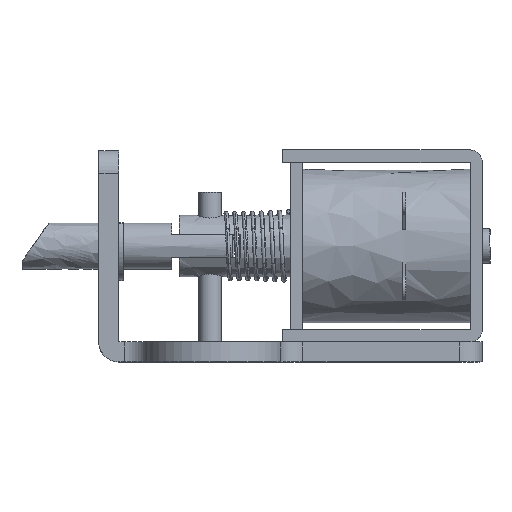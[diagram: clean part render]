
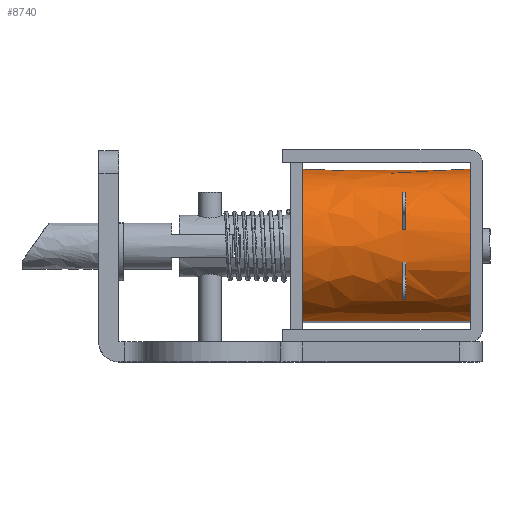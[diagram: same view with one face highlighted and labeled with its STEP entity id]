
A CAD part, top view. The second image highlights one B-rep face of the part: STEP entity #8740.
In plain terms, the highlighted free-form (B-spline) face has degree [2, 1] with [5, 2] control points.
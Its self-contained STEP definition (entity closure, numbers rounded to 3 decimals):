
#8487=CARTESIAN_POINT('',(33.4,5.33,-8.869));
#8488=VERTEX_POINT('',#8487);
#8504=CARTESIAN_POINT('',(11.6,5.33,-8.869));
#8505=VERTEX_POINT('',#8504);
#8506=CARTESIAN_POINT('',(11.6,5.33,-8.869));
#8507=CARTESIAN_POINT('',(33.4,5.33,-8.869));
#8508=QUASI_UNIFORM_CURVE('',1,(#8506,#8507),.UNSPECIFIED.,.F.,.U.);
#8509=EDGE_CURVE('',#8505,#8488,#8508,.T.);
#8528=CARTESIAN_POINT('',(11.6,24.976,-12.569));
#8529=VERTEX_POINT('',#8528);
#8543=CARTESIAN_POINT('',(33.4,24.976,-12.569));
#8544=VERTEX_POINT('',#8543);
#8545=CARTESIAN_POINT('',(11.6,24.976,-12.569));
#8546=CARTESIAN_POINT('',(33.4,24.976,-12.569));
#8547=QUASI_UNIFORM_CURVE('',1,(#8545,#8546),.UNSPECIFIED.,.F.,.U.);
#8548=EDGE_CURVE('',#8529,#8544,#8547,.T.);
#8566=CARTESIAN_POINT('',(11.055,24.976,-12.569));
#8567=CARTESIAN_POINT('',(11.055,26.545,-2.693));
#8568=CARTESIAN_POINT('',(11.055,16.669,-1.124));
#8569=CARTESIAN_POINT('',(11.055,7.343,0.358));
#8570=CARTESIAN_POINT('',(11.055,5.33,-8.869));
#8571=CARTESIAN_POINT('',(33.959,24.976,-12.569));
#8572=CARTESIAN_POINT('',(33.959,26.545,-2.693));
#8573=CARTESIAN_POINT('',(33.959,16.669,-1.124));
#8574=CARTESIAN_POINT('',(33.959,7.343,0.358));
#8575=CARTESIAN_POINT('',(33.959,5.33,-8.869));
#8583=(BOUNDED_SURFACE()B_SPLINE_SURFACE(2,1,((#8566,#8571),(#8567,#8572),(#8568,#8573),(#8569,#8574),(#8570,#8575)),.UNSPECIFIED.,.F.,.F.,.U.)B_SPLINE_SURFACE_WITH_KNOTS((3,2,3),(2,2),(0.0,16.569,32.474),(0.0,22.904),.UNSPECIFIED.)GEOMETRIC_REPRESENTATION_ITEM()RATIONAL_B_SPLINE_SURFACE(((1.0,1.0),(0.707,0.707),(1.0,1.0),(0.719,0.719),(0.978,0.978)))REPRESENTATION_ITEM('')SURFACE());
#8584=CARTESIAN_POINT('',(33.4,15.1,-1.));
#8585=VERTEX_POINT('',#8584);
#8586=CARTESIAN_POINT('',(33.4,5.33,-8.869));
#8587=CARTESIAN_POINT('',(33.4,7.046,-1.));
#8588=CARTESIAN_POINT('',(33.4,15.1,-1.));
#8596=(BOUNDED_CURVE()B_SPLINE_CURVE(2,(#8586,#8587,#8588),.UNSPECIFIED.,.F.,.U.)B_SPLINE_CURVE_WITH_KNOTS((3,3),(0.786,1.0),.UNSPECIFIED.)CURVE()GEOMETRIC_REPRESENTATION_ITEM()RATIONAL_B_SPLINE_CURVE((0.927,0.75,1.0))REPRESENTATION_ITEM(''));
#8597=EDGE_CURVE('',#8488,#8585,#8596,.T.);
#8598=ORIENTED_EDGE('',*,*,#8597,.T.);
#8599=CARTESIAN_POINT('',(33.4,15.1,-1.));
#8600=CARTESIAN_POINT('',(33.4,25.1,-1.));
#8601=CARTESIAN_POINT('',(33.4,25.1,-11.0));
#8602=CARTESIAN_POINT('',(33.4,25.1,-11.789));
#8603=CARTESIAN_POINT('',(33.4,24.976,-12.569));
#8611=(BOUNDED_CURVE()B_SPLINE_CURVE(2,(#8599,#8600,#8601,#8602,#8603),.UNSPECIFIED.,.F.,.U.)B_SPLINE_CURVE_WITH_KNOTS((3,2,3),(0.0,0.25,0.277),.UNSPECIFIED.)CURVE()GEOMETRIC_REPRESENTATION_ITEM()RATIONAL_B_SPLINE_CURVE((1.0,0.707,1.0,0.968,0.944))REPRESENTATION_ITEM(''));
#8612=EDGE_CURVE('',#8585,#8544,#8611,.T.);
#8613=ORIENTED_EDGE('',*,*,#8612,.T.);
#8614=ORIENTED_EDGE('',*,*,#8548,.F.);
#8615=CARTESIAN_POINT('',(11.6,15.1,-1.));
#8616=VERTEX_POINT('',#8615);
#8617=CARTESIAN_POINT('',(11.6,24.976,-12.569));
#8618=CARTESIAN_POINT('',(11.6,25.1,-11.789));
#8619=CARTESIAN_POINT('',(11.6,25.1,-11.0));
#8620=CARTESIAN_POINT('',(11.6,25.1,-1.));
#8621=CARTESIAN_POINT('',(11.6,15.1,-1.));
#8629=(BOUNDED_CURVE()B_SPLINE_CURVE(2,(#8617,#8618,#8619,#8620,#8621),.UNSPECIFIED.,.F.,.U.)B_SPLINE_CURVE_WITH_KNOTS((3,2,3),(0.223,0.25,0.5),.UNSPECIFIED.)CURVE()GEOMETRIC_REPRESENTATION_ITEM()RATIONAL_B_SPLINE_CURVE((0.944,0.968,1.0,0.707,1.0))REPRESENTATION_ITEM(''));
#8630=EDGE_CURVE('',#8529,#8616,#8629,.T.);
#8631=ORIENTED_EDGE('',*,*,#8630,.T.);
#8632=CARTESIAN_POINT('',(11.6,15.1,-1.));
#8633=CARTESIAN_POINT('',(11.6,7.046,-1.));
#8634=CARTESIAN_POINT('',(11.6,5.33,-8.869));
#8642=(BOUNDED_CURVE()B_SPLINE_CURVE(2,(#8632,#8633,#8634),.UNSPECIFIED.,.F.,.U.)B_SPLINE_CURVE_WITH_KNOTS((3,3),(0.5,0.714),.UNSPECIFIED.)CURVE()GEOMETRIC_REPRESENTATION_ITEM()RATIONAL_B_SPLINE_CURVE((1.0,0.75,0.927))REPRESENTATION_ITEM(''));
#8643=EDGE_CURVE('',#8616,#8505,#8642,.T.);
#8644=ORIENTED_EDGE('',*,*,#8643,.T.);
#8645=ORIENTED_EDGE('',*,*,#8509,.T.);
#8646=EDGE_LOOP('',(#8598,#8613,#8614,#8631,#8644,#8645));
#8647=FACE_OUTER_BOUND('',#8646,.T.);
#8648=CARTESIAN_POINT('',(24.6,10.18,-2.294));
#8649=VERTEX_POINT('',#8648);
#8650=CARTESIAN_POINT('',(25.0,10.18,-2.294));
#8651=VERTEX_POINT('',#8650);
#8652=CARTESIAN_POINT('',(24.6,10.18,-2.294));
#8653=CARTESIAN_POINT('',(25.0,10.18,-2.294));
#8654=QUASI_UNIFORM_CURVE('',1,(#8652,#8653),.UNSPECIFIED.,.F.,.U.);
#8655=EDGE_CURVE('',#8649,#8651,#8654,.T.);
#8656=ORIENTED_EDGE('',*,*,#8655,.F.);
#8657=CARTESIAN_POINT('',(24.6,12.988,-1.225));
#8658=VERTEX_POINT('',#8657);
#8659=CARTESIAN_POINT('',(24.6,12.988,-1.225));
#8660=CARTESIAN_POINT('',(24.6,11.503,-1.546));
#8661=CARTESIAN_POINT('',(24.6,10.18,-2.294));
#8669=(BOUNDED_CURVE()B_SPLINE_CURVE(2,(#8659,#8660,#8661),.UNSPECIFIED.,.F.,.U.)CURVE()GEOMETRIC_REPRESENTATION_ITEM()QUASI_UNIFORM_CURVE()RATIONAL_B_SPLINE_CURVE((1.0,0.989,1.0))REPRESENTATION_ITEM(''));
#8670=EDGE_CURVE('',#8658,#8649,#8669,.T.);
#8671=ORIENTED_EDGE('',*,*,#8670,.F.);
#8672=CARTESIAN_POINT('',(25.0,12.988,-1.225));
#8673=VERTEX_POINT('',#8672);
#8674=CARTESIAN_POINT('',(24.6,12.988,-1.225));
#8675=CARTESIAN_POINT('',(25.0,12.988,-1.225));
#8676=QUASI_UNIFORM_CURVE('',1,(#8674,#8675),.UNSPECIFIED.,.F.,.U.);
#8677=EDGE_CURVE('',#8658,#8673,#8676,.T.);
#8678=ORIENTED_EDGE('',*,*,#8677,.T.);
#8679=CARTESIAN_POINT('',(25.0,12.988,-1.225));
#8680=CARTESIAN_POINT('',(25.,11.503,-1.546));
#8681=CARTESIAN_POINT('',(25.0,10.18,-2.294));
#8689=(BOUNDED_CURVE()B_SPLINE_CURVE(2,(#8679,#8680,#8681),.UNSPECIFIED.,.F.,.U.)CURVE()GEOMETRIC_REPRESENTATION_ITEM()QUASI_UNIFORM_CURVE()RATIONAL_B_SPLINE_CURVE((1.0,0.989,1.0))REPRESENTATION_ITEM(''));
#8690=EDGE_CURVE('',#8673,#8651,#8689,.T.);
#8691=ORIENTED_EDGE('',*,*,#8690,.T.);
#8692=EDGE_LOOP('',(#8656,#8671,#8678,#8691));
#8693=FACE_BOUND('',#8692,.T.);
#8694=CARTESIAN_POINT('',(24.6,17.212,-1.225));
#8695=VERTEX_POINT('',#8694);
#8696=CARTESIAN_POINT('',(25.0,17.212,-1.225));
#8697=VERTEX_POINT('',#8696);
#8698=CARTESIAN_POINT('',(24.6,17.212,-1.225));
#8699=CARTESIAN_POINT('',(25.0,17.212,-1.225));
#8700=QUASI_UNIFORM_CURVE('',1,(#8698,#8699),.UNSPECIFIED.,.F.,.U.);
#8701=EDGE_CURVE('',#8695,#8697,#8700,.T.);
#8702=ORIENTED_EDGE('',*,*,#8701,.F.);
#8703=CARTESIAN_POINT('',(24.6,20.02,-2.294));
#8704=VERTEX_POINT('',#8703);
#8705=CARTESIAN_POINT('',(24.6,20.02,-2.294));
#8706=CARTESIAN_POINT('',(24.6,18.697,-1.546));
#8707=CARTESIAN_POINT('',(24.6,17.212,-1.225));
#8715=(BOUNDED_CURVE()B_SPLINE_CURVE(2,(#8705,#8706,#8707),.UNSPECIFIED.,.F.,.U.)CURVE()GEOMETRIC_REPRESENTATION_ITEM()QUASI_UNIFORM_CURVE()RATIONAL_B_SPLINE_CURVE((1.0,0.989,1.0))REPRESENTATION_ITEM(''));
#8716=EDGE_CURVE('',#8704,#8695,#8715,.T.);
#8717=ORIENTED_EDGE('',*,*,#8716,.F.);
#8718=CARTESIAN_POINT('',(25.0,20.02,-2.294));
#8719=VERTEX_POINT('',#8718);
#8720=CARTESIAN_POINT('',(24.6,20.02,-2.294));
#8721=CARTESIAN_POINT('',(25.0,20.02,-2.294));
#8722=QUASI_UNIFORM_CURVE('',1,(#8720,#8721),.UNSPECIFIED.,.F.,.U.);
#8723=EDGE_CURVE('',#8704,#8719,#8722,.T.);
#8724=ORIENTED_EDGE('',*,*,#8723,.T.);
#8725=CARTESIAN_POINT('',(25.0,20.02,-2.294));
#8726=CARTESIAN_POINT('',(25.0,18.697,-1.546));
#8727=CARTESIAN_POINT('',(25.0,17.212,-1.225));
#8735=(BOUNDED_CURVE()B_SPLINE_CURVE(2,(#8725,#8726,#8727),.UNSPECIFIED.,.F.,.U.)CURVE()GEOMETRIC_REPRESENTATION_ITEM()QUASI_UNIFORM_CURVE()RATIONAL_B_SPLINE_CURVE((1.0,0.989,1.0))REPRESENTATION_ITEM(''));
#8736=EDGE_CURVE('',#8719,#8697,#8735,.T.);
#8737=ORIENTED_EDGE('',*,*,#8736,.T.);
#8738=EDGE_LOOP('',(#8702,#8717,#8724,#8737));
#8739=FACE_BOUND('',#8738,.T.);
#8740=ADVANCED_FACE('',(#8647,#8693,#8739),#8583,.T.);
